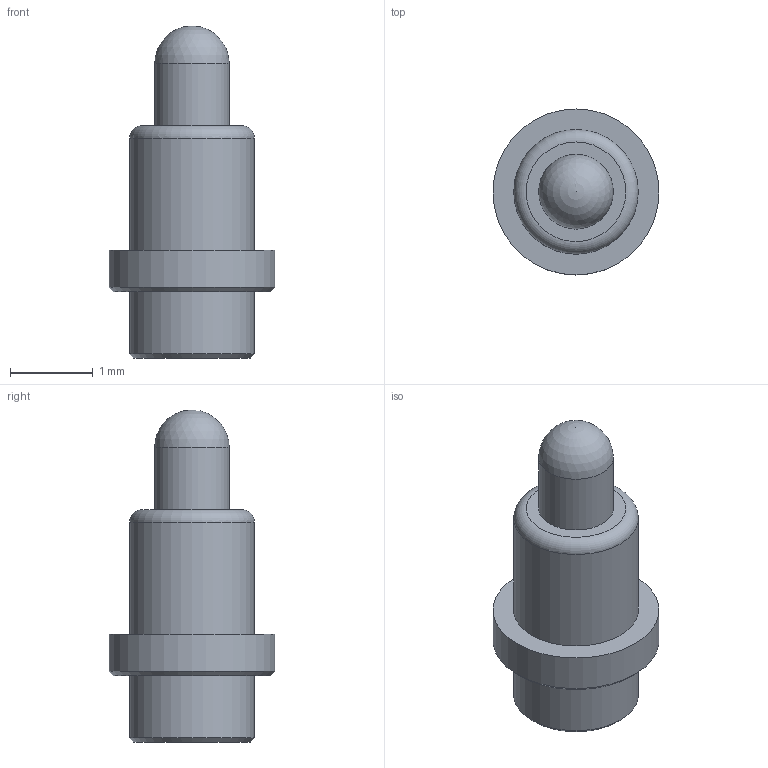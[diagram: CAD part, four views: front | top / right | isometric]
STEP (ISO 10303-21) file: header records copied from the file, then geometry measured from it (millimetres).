
FILE_DESCRIPTION(/* description */ ('STEP AP214'),/* implementation_level */ '2;1');
FILE_NAME(/* name */ 'Same_Sky_CPG-43-TH-TR.step',/* time_stamp */ '2025-04-24T21:05:54+02:00',/* author */ (''),/* organization */ (''),/* preprocessor_version */ 'ST-DEVELOPER v20.1',/* originating_system */ 'Autodesk Translation Framework v14.4.0.0',/* authorisation */ '');
FILE_SCHEMA (('AUTOMOTIVE_DESIGN { 1 0 10303 214 3 1 1 }'));
Length unit declared in the file: inch
Products named in the file (1): Same_Sky_CPG-43-TH-TR
Bounding box: 2 x 2 x 4 mm (x, y, z)
Volume: 6.3 mm3; surface area: 22.4 mm2
Topology: 1 solids, 1 shells, 12 faces, 23 edges, 15 vertices
Faces by surface type: cylinder 4, plane 4, cone 2, torus 1, sphere 1
Full cylindrical faces by diameter (mm): 0.9 x1, 1.5 x2, 2 x1
Entity records: 418 total; most frequent: CARTESIAN_POINT 122, DIRECTION 60, ORIENTED_EDGE 44, AXIS2_PLACEMENT_3D 27, EDGE_CURVE 22, EDGE_LOOP 15, VERTEX_POINT 15, CIRCLE 14
